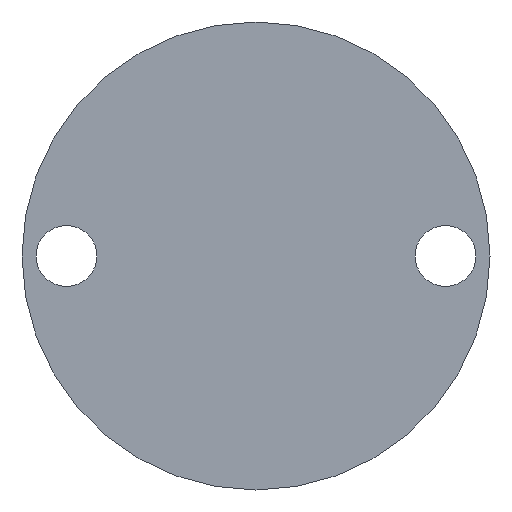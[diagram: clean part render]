
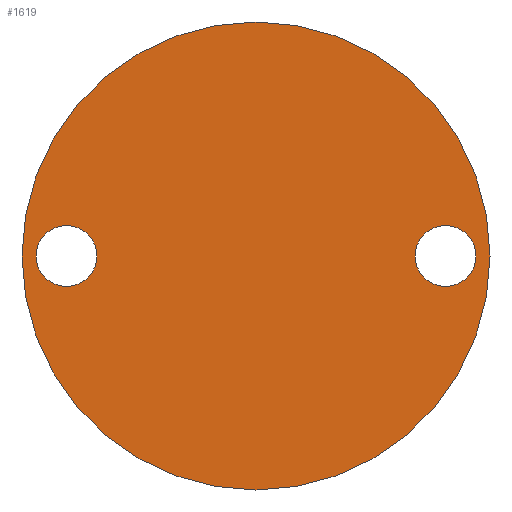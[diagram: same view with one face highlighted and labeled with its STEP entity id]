
A CAD part, front view. The second image highlights one B-rep face of the part: STEP entity #1619.
In plain terms, the highlighted planar face has unit normal (0, -1, 0).
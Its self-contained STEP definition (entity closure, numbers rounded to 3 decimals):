
#9 = DIRECTION ( 'NONE',  ( 1., 0., 0. ) ) ;
#37 = AXIS2_PLACEMENT_3D ( 'NONE', #1332, #261, #1480 ) ;
#43 = CARTESIAN_POINT ( 'NONE',  ( 0., 0., 0. ) ) ;
#70 = CIRCLE ( 'NONE', #1422, 3.25 ) ;
#147 = AXIS2_PLACEMENT_3D ( 'NONE', #43, #1754, #650 ) ;
#165 = CARTESIAN_POINT ( 'NONE',  ( 17., 0., 0. ) ) ;
#176 = FACE_BOUND ( 'NONE', #1412, .T. ) ;
#193 = ORIENTED_EDGE ( 'NONE', *, *, #446, .T. ) ;
#202 = ORIENTED_EDGE ( 'NONE', *, *, #931, .T. ) ;
#235 = DIRECTION ( 'NONE',  ( -1., 0., 0. ) ) ;
#246 = EDGE_CURVE ( 'NONE', #1045, #302, #1616, .T. ) ;
#261 = DIRECTION ( 'NONE',  ( 0., 1., 0. ) ) ;
#302 = VERTEX_POINT ( 'NONE', #473 ) ;
#329 = CARTESIAN_POINT ( 'NONE',  ( 0., 0., 0. ) ) ;
#372 = VERTEX_POINT ( 'NONE', #1822 ) ;
#392 = AXIS2_PLACEMENT_3D ( 'NONE', #1802, #842, #235 ) ;
#432 = DIRECTION ( 'NONE',  ( -1., 0., 0. ) ) ;
#446 = EDGE_CURVE ( 'NONE', #372, #765, #1089, .T. ) ;
#473 = CARTESIAN_POINT ( 'NONE',  ( -23.5, 0., 0. ) ) ;
#475 = EDGE_CURVE ( 'NONE', #1699, #479, #1149, .T. ) ;
#479 = VERTEX_POINT ( 'NONE', #165 ) ;
#483 = CARTESIAN_POINT ( 'NONE',  ( 20.25, 0., 0. ) ) ;
#555 = EDGE_CURVE ( 'NONE', #302, #1045, #806, .T. ) ;
#599 = CARTESIAN_POINT ( 'NONE',  ( 20.25, 0., 0. ) ) ;
#650 = DIRECTION ( 'NONE',  ( 1., 0., 0. ) ) ;
#692 = ORIENTED_EDGE ( 'NONE', *, *, #475, .T. ) ;
#734 = CARTESIAN_POINT ( 'NONE',  ( 0., 0., 0. ) ) ;
#736 = EDGE_CURVE ( 'NONE', #479, #1699, #70, .T. ) ;
#754 = EDGE_LOOP ( 'NONE', ( #924, #692 ) ) ;
#765 = VERTEX_POINT ( 'NONE', #1655 ) ;
#769 = DIRECTION ( 'NONE',  ( 0., 1., 0. ) ) ;
#806 = CIRCLE ( 'NONE', #392, 3.25 ) ;
#842 = DIRECTION ( 'NONE',  ( 0., 1., 0. ) ) ;
#895 = AXIS2_PLACEMENT_3D ( 'NONE', #734, #1221, #9 ) ;
#916 = DIRECTION ( 'NONE',  ( -1., 0., 0. ) ) ;
#924 = ORIENTED_EDGE ( 'NONE', *, *, #736, .T. ) ;
#931 = EDGE_CURVE ( 'NONE', #765, #372, #942, .T. ) ;
#942 = CIRCLE ( 'NONE', #147, 25. ) ;
#1045 = VERTEX_POINT ( 'NONE', #1786 ) ;
#1089 = CIRCLE ( 'NONE', #895, 25. ) ;
#1149 = CIRCLE ( 'NONE', #1416, 3.25 ) ;
#1221 = DIRECTION ( 'NONE',  ( 0., -1., 0. ) ) ;
#1332 = CARTESIAN_POINT ( 'NONE',  ( -20.25, 0., 0. ) ) ;
#1374 = PLANE ( 'NONE',  #1432 ) ;
#1412 = EDGE_LOOP ( 'NONE', ( #1800, #1973 ) ) ;
#1416 = AXIS2_PLACEMENT_3D ( 'NONE', #483, #1526, #916 ) ;
#1422 = AXIS2_PLACEMENT_3D ( 'NONE', #599, #1831, #432 ) ;
#1432 = AXIS2_PLACEMENT_3D ( 'NONE', #329, #769, #1998 ) ;
#1480 = DIRECTION ( 'NONE',  ( -1., 0., 0. ) ) ;
#1523 = EDGE_LOOP ( 'NONE', ( #193, #202 ) ) ;
#1526 = DIRECTION ( 'NONE',  ( 0., 1., 0. ) ) ;
#1616 = CIRCLE ( 'NONE', #37, 3.25 ) ;
#1619 = ADVANCED_FACE ( 'NONE', ( #176, #1824, #1873 ), #1374, .F. ) ;
#1655 = CARTESIAN_POINT ( 'NONE',  ( -25., 0., 0. ) ) ;
#1699 = VERTEX_POINT ( 'NONE', #1902 ) ;
#1754 = DIRECTION ( 'NONE',  ( 0., -1., 0. ) ) ;
#1786 = CARTESIAN_POINT ( 'NONE',  ( -17., 0., 0. ) ) ;
#1800 = ORIENTED_EDGE ( 'NONE', *, *, #555, .T. ) ;
#1802 = CARTESIAN_POINT ( 'NONE',  ( -20.25, 0., 0. ) ) ;
#1822 = CARTESIAN_POINT ( 'NONE',  ( 25., 0., 0. ) ) ;
#1824 = FACE_BOUND ( 'NONE', #754, .T. ) ;
#1831 = DIRECTION ( 'NONE',  ( 0., 1., 0. ) ) ;
#1873 = FACE_OUTER_BOUND ( 'NONE', #1523, .T. ) ;
#1902 = CARTESIAN_POINT ( 'NONE',  ( 23.5, 0., 0. ) ) ;
#1973 = ORIENTED_EDGE ( 'NONE', *, *, #246, .T. ) ;
#1998 = DIRECTION ( 'NONE',  ( -1., 0., 0. ) ) ;
